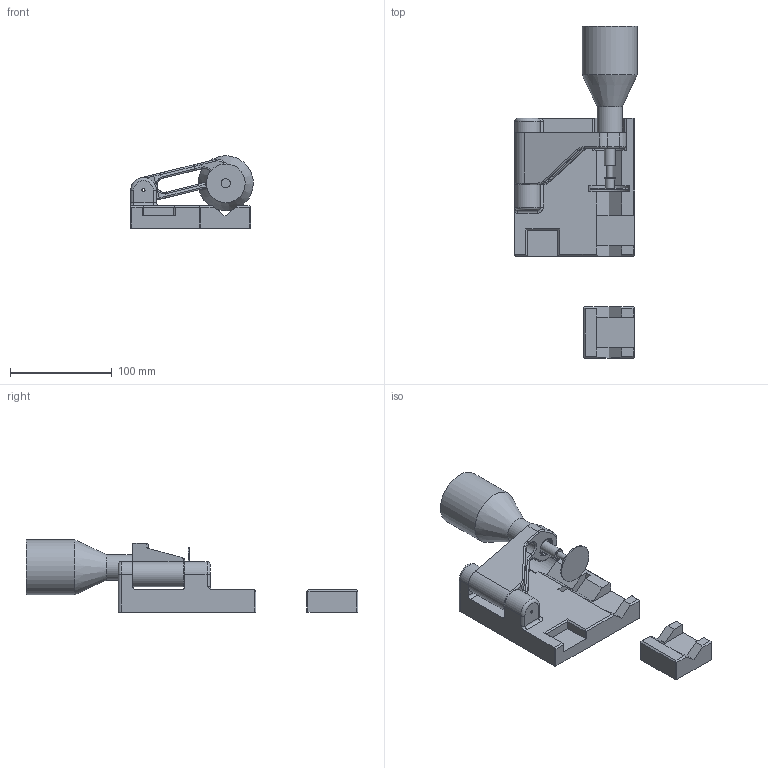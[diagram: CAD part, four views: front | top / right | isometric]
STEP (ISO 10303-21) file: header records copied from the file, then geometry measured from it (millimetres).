
FILE_DESCRIPTION(/* description */ (''),/* implementation_level */ '2;1');
FILE_NAME(/* name */ 'Dremel Rod Cutter 38.step',/* time_stamp */ '2019-01-26T08:26:54+01:00',/* author */ (''),/* organization */ (''),/* preprocessor_version */ 'ST-DEVELOPER v17.2',/* originating_system */ 'Autodesk Translation Framework v7.6.0.251',/* authorisation */ '');
FILE_SCHEMA (('AUTOMOTIVE_DESIGN { 1 0 10303 214 3 1 1 }'));
Length unit declared in the file: millimetre
Products named in the file (5): Dremel Rod Cutter 3/8 hinge; Dremel Tool; Guide; Basis; Support-Block
Assembly tree (4 placements, depth 2):
  Dremel Rod Cutter 3/8 hinge
    Dremel Tool
    Guide
    Basis
    Support-Block
Bounding box: 120.16 x 325.5 x 71.01 mm (x, y, z)
Volume: 597999.7 mm3; surface area: 99099.6 mm2
Topology: 4 solids, 4 shells, 195 faces, 501 edges, 320 vertices
Faces by surface type: plane 87, cylinder 83, torus 15, bspline 9, cone 1
Full cylindrical faces by diameter (mm): 3 x1, 6 x1, 8.9 x1, 9.625 x2, 10.5 x2, 10.8 x1, 16.901 x7, 17 x1, 19.05 x8, 25 x1, 38 x1, 54 x1
Entity records: 8213 total; most frequent: CARTESIAN_POINT 3254, DIRECTION 1018, ORIENTED_EDGE 1002, EDGE_CURVE 501, AXIS2_PLACEMENT_3D 372, VERTEX_POINT 320, LINE 274, VECTOR 274
